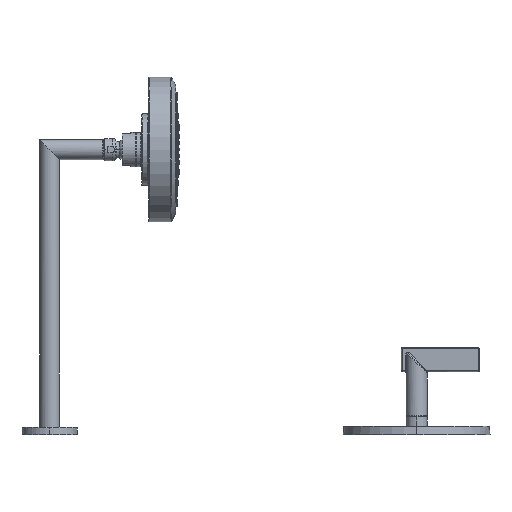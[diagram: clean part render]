
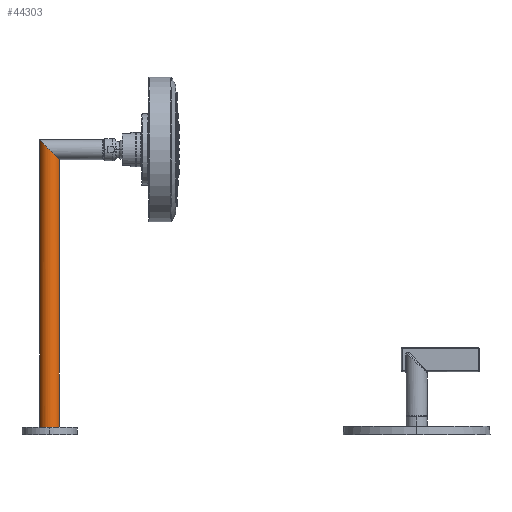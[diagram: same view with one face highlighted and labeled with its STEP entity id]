
A CAD part, left-side view. The second image highlights one B-rep face of the part: STEP entity #44303.
In plain terms, the highlighted cylindrical face has radius 10.319 mm (diameter 20.637 mm), a partial arc.
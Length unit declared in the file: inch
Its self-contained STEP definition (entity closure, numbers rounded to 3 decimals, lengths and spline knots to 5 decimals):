
#25266=CARTESIAN_POINT('',(0.,15.40625,12.05625));
#25303=CARTESIAN_POINT('',(0.,14.59375,11.24375));
#25509=CARTESIAN_POINT('',(0.,14.59375,11.24375));
#25510=CARTESIAN_POINT('',(-0.00515,14.59375,11.24375));
#25511=CARTESIAN_POINT('',(-0.01547,14.59395,
11.24395));
#25512=CARTESIAN_POINT('',(-0.03097,14.59483,
11.24483));
#25513=CARTESIAN_POINT('',(-0.0465,14.59632,
11.24632));
#25514=CARTESIAN_POINT('',(-0.06208,14.59842,
11.24842));
#25515=CARTESIAN_POINT('',(-0.07768,14.60114,
11.25114));
#25516=CARTESIAN_POINT('',(-0.09324,14.60449,
11.25449));
#25517=CARTESIAN_POINT('',(-0.10881,14.60848,
11.25848));
#25518=CARTESIAN_POINT('',(-0.1244,14.61315,
11.26315));
#25519=CARTESIAN_POINT('',(-0.13997,14.61851,
11.26851));
#25520=CARTESIAN_POINT('',(-0.15558,14.62459,
11.27459));
#25521=CARTESIAN_POINT('',(-0.17115,14.63143,
11.28143));
#25522=CARTESIAN_POINT('',(-0.18665,14.63903,
11.28903));
#25523=CARTESIAN_POINT('',(-0.20211,14.64745,
11.29745));
#25524=CARTESIAN_POINT('',(-0.21745,14.65669,
11.30669));
#25525=CARTESIAN_POINT('',(-0.23267,14.66681,
11.31681));
#25526=CARTESIAN_POINT('',(-0.24771,14.67783,
11.32783));
#25527=CARTESIAN_POINT('',(-0.2625,14.68975,
11.33975));
#25528=CARTESIAN_POINT('',(-0.27703,14.70264,
11.35264));
#25529=CARTESIAN_POINT('',(-0.29119,14.71649,
11.36649));
#25530=CARTESIAN_POINT('',(-0.30494,14.73132,
11.38132));
#25531=CARTESIAN_POINT('',(-0.31819,14.74713,
11.39713));
#25532=CARTESIAN_POINT('',(-0.33084,14.76391,
11.41391));
#25533=CARTESIAN_POINT('',(-0.34282,14.78167,
11.43167));
#25534=CARTESIAN_POINT('',(-0.35404,14.80036,
11.45036));
#25535=CARTESIAN_POINT('',(-0.36441,14.81997,
11.46997));
#25536=CARTESIAN_POINT('',(-0.37381,14.84039,
11.49039));
#25537=CARTESIAN_POINT('',(-0.38218,14.8616,
11.5116));
#25538=CARTESIAN_POINT('',(-0.38942,14.88352,
11.53352));
#25539=CARTESIAN_POINT('',(-0.39547,14.90607,
11.55607));
#25540=CARTESIAN_POINT('',(-0.40025,14.92909,
11.57909));
#25541=CARTESIAN_POINT('',(-0.4037,14.9525,
11.6025));
#25542=CARTESIAN_POINT('',(-0.40578,14.97616,
11.62615));
#25543=CARTESIAN_POINT('',(-0.40625,14.99203,11.64204));
#25544=CARTESIAN_POINT('',(-0.40625,15.,11.65));
#25546=CARTESIAN_POINT('',(0.,15.40625,12.05625));
#25547=CARTESIAN_POINT('',(-0.00516,15.40625,12.05625));
#25548=CARTESIAN_POINT('',(-0.01549,15.40605,
12.05605));
#25549=CARTESIAN_POINT('',(-0.03104,15.40516,
12.05516));
#25550=CARTESIAN_POINT('',(-0.04658,15.40367,
12.05367));
#25551=CARTESIAN_POINT('',(-0.06213,15.40157,
12.05157));
#25552=CARTESIAN_POINT('',(-0.07771,15.39885,
12.04885));
#25553=CARTESIAN_POINT('',(-0.09325,15.39551,
12.04551));
#25554=CARTESIAN_POINT('',(-0.10882,15.39152,
12.04152));
#25555=CARTESIAN_POINT('',(-0.12444,15.38684,
12.03684));
#25556=CARTESIAN_POINT('',(-0.14003,15.38147,
12.03147));
#25557=CARTESIAN_POINT('',(-0.15563,15.37539,
12.02539));
#25558=CARTESIAN_POINT('',(-0.1712,15.36855,
12.01855));
#25559=CARTESIAN_POINT('',(-0.18671,15.36094,
12.01094));
#25560=CARTESIAN_POINT('',(-0.20218,15.35252,
12.00252));
#25561=CARTESIAN_POINT('',(-0.21754,15.34326,
11.99326));
#25562=CARTESIAN_POINT('',(-0.23275,15.33314,
11.98314));
#25563=CARTESIAN_POINT('',(-0.2478,15.32211,
11.97211));
#25564=CARTESIAN_POINT('',(-0.26263,15.31014,
11.96014));
#25565=CARTESIAN_POINT('',(-0.27713,15.29726,
11.94726));
#25566=CARTESIAN_POINT('',(-0.29127,15.28344,
11.93344));
#25567=CARTESIAN_POINT('',(-0.30498,15.26863,
11.91863));
#25568=CARTESIAN_POINT('',(-0.31822,15.25282,
11.90282));
#25569=CARTESIAN_POINT('',(-0.33091,15.23599,
11.88599));
#25570=CARTESIAN_POINT('',(-0.34287,15.21825,
11.86825));
#25571=CARTESIAN_POINT('',(-0.35406,15.1996,
11.8496));
#25572=CARTESIAN_POINT('',(-0.36441,15.18003,
11.83003));
#25573=CARTESIAN_POINT('',(-0.37384,15.15954,
11.80954));
#25574=CARTESIAN_POINT('',(-0.38221,15.13832,
11.78832));
#25575=CARTESIAN_POINT('',(-0.38944,15.11642,
11.76642));
#25576=CARTESIAN_POINT('',(-0.39548,15.09392,
11.74392));
#25577=CARTESIAN_POINT('',(-0.40026,15.07086,
11.72086));
#25578=CARTESIAN_POINT('',(-0.40371,15.04739,
11.69739));
#25579=CARTESIAN_POINT('',(-0.40579,15.02369,
11.6737));
#25580=CARTESIAN_POINT('',(-0.40625,15.0079,11.6579));
#25581=CARTESIAN_POINT('',(-0.40625,15.,11.65));
#25865=DIRECTION('',(0.,0.,1.));
#25866=VECTOR('',#25865,11.74625);
#25867=CARTESIAN_POINT('',(0.,15.40625,0.31));
#25868=LINE('',#25867,#25866);
#25874=CARTESIAN_POINT('',(0.,15.,0.31));
#25875=DIRECTION('',(0.,0.,1.));
#25876=DIRECTION('',(0.,1.,0.));
#25877=AXIS2_PLACEMENT_3D('',#25874,#25875,#25876);
#25927=DIRECTION('',(0.,0.,1.));
#25928=VECTOR('',#25927,10.93375);
#25929=CARTESIAN_POINT('',(0.,14.59375,0.31));
#25930=LINE('',#25929,#25928);
#33085=CARTESIAN_POINT('',(0.,14.59375,0.31));
#33086=CARTESIAN_POINT('',(0.,15.40625,0.31));
#33087=VERTEX_POINT('',#33085);
#33088=VERTEX_POINT('',#33086);
#33090=VERTEX_POINT('',#25303);
#33091=VERTEX_POINT('',#25266);
#33092=VERTEX_POINT('',#25581);
#44288=CARTESIAN_POINT('',(0.,15.,-0.75));
#44289=DIRECTION('',(0.,0.,1.));
#44290=DIRECTION('',(0.,-1.,0.));
#44291=AXIS2_PLACEMENT_3D('',#44288,#44289,#44290);
#44292=CYLINDRICAL_SURFACE('',#44291,0.40625);
#44294=ORIENTED_EDGE('',*,*,#44293,.F.);
#44296=ORIENTED_EDGE('',*,*,#44295,.T.);
#44297=ORIENTED_EDGE('',*,*,#44003,.T.);
#44298=ORIENTED_EDGE('',*,*,#44001,.F.);
#44300=ORIENTED_EDGE('',*,*,#44299,.F.);
#44301=EDGE_LOOP('',(#44294,#44296,#44297,#44298,#44300));
#44302=FACE_OUTER_BOUND('',#44301,.F.);
#44303=ADVANCED_FACE('',(#44302),#44292,.T.);
#25545=B_SPLINE_CURVE_WITH_KNOTS('',3,(#25509,#25510,#25511,#25512,#25513,
#25514,#25515,#25516,#25517,#25518,#25519,#25520,#25521,#25522,#25523,#25524,
#25525,#25526,#25527,#25528,#25529,#25530,#25531,#25532,#25533,#25534,#25535,
#25536,#25537,#25538,#25539,#25540,#25541,#25542,#25543,#25544),.UNSPECIFIED.,
.F.,.F.,(4,1,1,1,1,1,1,1,1,1,1,1,1,1,1,1,1,1,1,1,1,1,1,1,1,1,1,1,1,1,1,1,1,4),(
0.,0.0303,0.06061,0.09091,0.12121,
0.15152,0.18182,0.21212,0.24242,
0.27273,0.30303,0.33333,0.36364,
0.39394,0.42424,0.45455,0.48485,
0.51515,0.54545,0.57576,0.60606,
0.63636,0.66667,0.69697,0.72727,
0.75758,0.78788,0.81818,0.84848,
0.87879,0.90909,0.93939,0.9697,1.),
.UNSPECIFIED.);
#25582=B_SPLINE_CURVE_WITH_KNOTS('',3,(#25546,#25547,#25548,#25549,#25550,
#25551,#25552,#25553,#25554,#25555,#25556,#25557,#25558,#25559,#25560,#25561,
#25562,#25563,#25564,#25565,#25566,#25567,#25568,#25569,#25570,#25571,#25572,
#25573,#25574,#25575,#25576,#25577,#25578,#25579,#25580,#25581),.UNSPECIFIED.,
.F.,.F.,(4,1,1,1,1,1,1,1,1,1,1,1,1,1,1,1,1,1,1,1,1,1,1,1,1,1,1,1,1,1,1,1,1,4),(
0.,0.0303,0.06061,0.09091,0.12121,
0.15152,0.18182,0.21212,0.24242,
0.27273,0.30303,0.33333,0.36364,
0.39394,0.42424,0.45455,0.48485,
0.51515,0.54545,0.57576,0.60606,
0.63636,0.66667,0.69697,0.72727,
0.75758,0.78788,0.81818,0.84848,
0.87879,0.90909,0.93939,0.9697,1.),
.UNSPECIFIED.);
#25878=CIRCLE('',#25877,0.40625);
#44001=EDGE_CURVE('',#33090,#33092,#25545,.T.);
#44003=EDGE_CURVE('',#33091,#33092,#25582,.T.);
#44293=EDGE_CURVE('',#33088,#33087,#25878,.T.);
#44295=EDGE_CURVE('',#33088,#33091,#25868,.T.);
#44299=EDGE_CURVE('',#33087,#33090,#25930,.T.);
